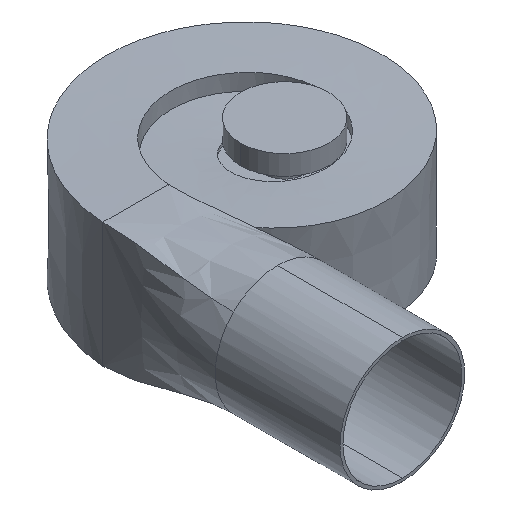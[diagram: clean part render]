
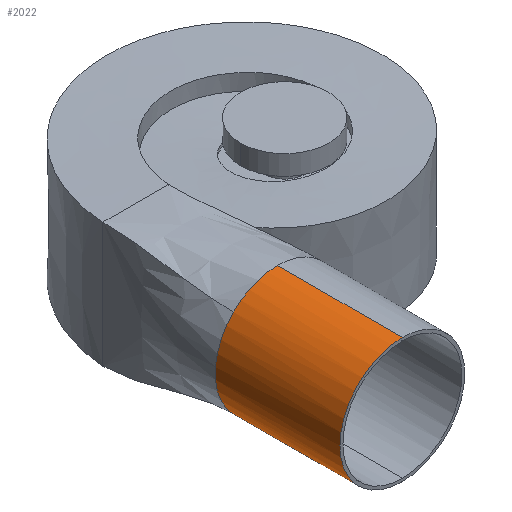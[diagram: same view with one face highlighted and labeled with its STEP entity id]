
A CAD part, isometric view. The second image highlights one B-rep face of the part: STEP entity #2022.
In plain terms, the highlighted cylindrical face has radius 806.45 mm (diameter 1612.9 mm), a partial arc.
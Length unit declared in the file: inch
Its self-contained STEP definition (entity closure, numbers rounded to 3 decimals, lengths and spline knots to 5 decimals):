
#198=CARTESIAN_POINT('',(-57.1,-63.5,0.));
#199=DIRECTION('',(0.,-1.,0.));
#200=DIRECTION('',(-0.707,0.,0.707));
#201=AXIS2_PLACEMENT_3D('',#198,#199,#200);
#208=DIRECTION('',(0.,-1.,0.));
#209=VECTOR('',#208,63.5);
#210=CARTESIAN_POINT('',(-57.1,-63.5,31.75));
#211=LINE('',#210,#209);
#217=CARTESIAN_POINT('',(-57.1,-63.5,0.));
#218=DIRECTION('',(0.,-1.,0.));
#219=DIRECTION('',(0.,0.,1.));
#220=AXIS2_PLACEMENT_3D('',#217,#218,#219);
#227=DIRECTION('',(0.,-1.,0.));
#228=VECTOR('',#227,63.5);
#229=CARTESIAN_POINT('',(-57.1,-63.5,-31.75));
#230=LINE('',#229,#228);
#241=CARTESIAN_POINT('',(-57.1,-63.5,0.));
#242=DIRECTION('',(0.,-1.,0.));
#243=DIRECTION('',(-0.707,0.,-0.707));
#244=AXIS2_PLACEMENT_3D('',#241,#242,#243);
#891=CARTESIAN_POINT('',(-57.1,-127.,0.));
#892=DIRECTION('',(0.,-1.,0.));
#893=DIRECTION('',(0.,0.,1.));
#894=AXIS2_PLACEMENT_3D('',#891,#892,#893);
#1381=CARTESIAN_POINT('',(-57.1,-127.,-31.75));
#1382=CARTESIAN_POINT('',(-57.1,-127.,31.75));
#1383=VERTEX_POINT('',#1381);
#1384=VERTEX_POINT('',#1382);
#1386=CARTESIAN_POINT('',(-57.1,-63.5,-31.75));
#1388=VERTEX_POINT('',#1386);
#1391=CARTESIAN_POINT('',(-57.1,-63.5,31.75));
#1392=VERTEX_POINT('',#1391);
#1393=CARTESIAN_POINT('',(-79.55064,-63.5,22.45064));
#1394=VERTEX_POINT('',#1393);
#1395=CARTESIAN_POINT('',(-79.55064,-63.5,-22.45064));
#1396=VERTEX_POINT('',#1395);
#2004=CARTESIAN_POINT('',(-57.1,-63.5,0.));
#2005=DIRECTION('',(0.,-1.,0.));
#2006=DIRECTION('',(0.,0.,-1.));
#2007=AXIS2_PLACEMENT_3D('',#2004,#2005,#2006);
#2008=CYLINDRICAL_SURFACE('',#2007,31.75);
#2010=ORIENTED_EDGE('',*,*,#2009,.F.);
#2012=ORIENTED_EDGE('',*,*,#2011,.T.);
#2014=ORIENTED_EDGE('',*,*,#2013,.T.);
#2016=ORIENTED_EDGE('',*,*,#2015,.F.);
#2018=ORIENTED_EDGE('',*,*,#2017,.F.);
#2019=ORIENTED_EDGE('',*,*,#1994,.F.);
#2020=EDGE_LOOP('',(#2010,#2012,#2014,#2016,#2018,#2019));
#2021=FACE_OUTER_BOUND('',#2020,.F.);
#202=CIRCLE('',#201,31.75);
#221=CIRCLE('',#220,31.75);
#245=CIRCLE('',#244,31.75);
#895=CIRCLE('',#894,31.75);
#1994=EDGE_CURVE('',#1394,#1396,#202,.T.);
#2009=EDGE_CURVE('',#1392,#1394,#221,.T.);
#2011=EDGE_CURVE('',#1392,#1384,#211,.T.);
#2013=EDGE_CURVE('',#1384,#1383,#895,.T.);
#2015=EDGE_CURVE('',#1388,#1383,#230,.T.);
#2017=EDGE_CURVE('',#1396,#1388,#245,.T.);
#2022=ADVANCED_FACE('',(#2021),#2008,.T.);
